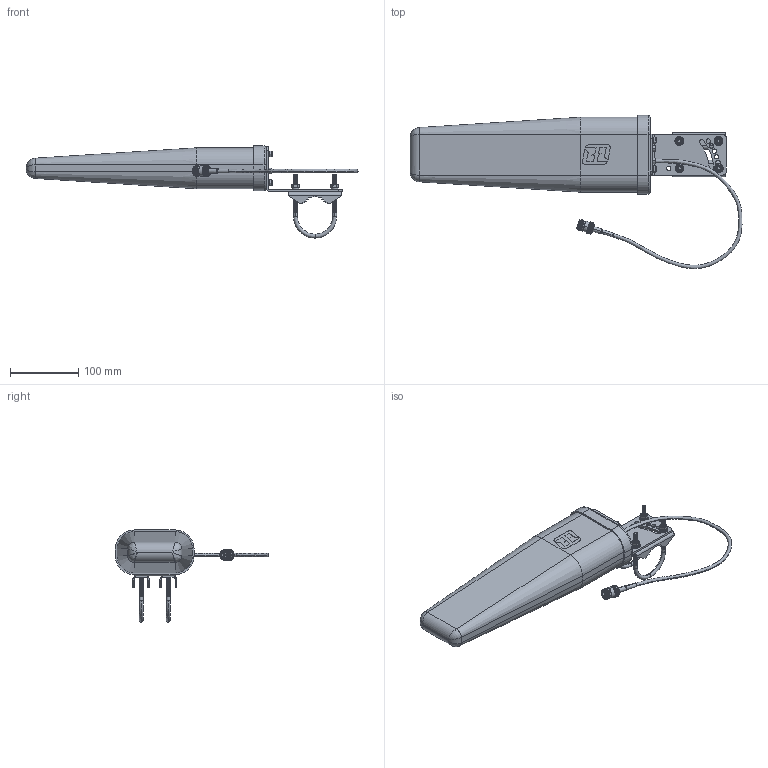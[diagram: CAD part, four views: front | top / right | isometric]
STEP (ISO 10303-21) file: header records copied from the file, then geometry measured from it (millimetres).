
FILE_DESCRIPTION (( 'STEP AP214' ), '1' );
FILE_NAME ('FM51YA1005_3D.step', '2022-12-30T21:41:15', ( '' ), ( '' ), 'SwSTEP 2.0', 'SolidWorks 2022', '' );
FILE_SCHEMA (( 'AUTOMOTIVE_DESIGN' ));
Length unit declared in the file: millimetre
Products named in the file (10): Copy of HG5817Y-XX-1_Ant HexBolt^FM51YA1005; Copy of HG5817Y-XX-1_Ant RadomeCap^FM51YA1005; Copy of HG5817Y-XX-1_Ant Radome^FM51YA1005; Copy of HG5817Y-XX-1_Ant FlatWasher^FM51YA1005; Copy of HG5817Y-XX-1_MountBracket^FM51YA1005; Copy of 195_12inch cable_WT^FM51YA1005; Copy of PE44789^FM51YA1005_Heat Shrink; FM51YA1005_3D; Copy of HG5817Y-XX-1_Ant LockWasher^FM51YA1005; Copy of HG5817Y-XX-1_Ubolt Bracket^FM51YA1005
Assembly tree (19 placements, depth 2):
  FM51YA1005_3D
    Copy of HG5817Y-XX-1_Ant Radome^FM51YA1005
    Copy of HG5817Y-XX-1_Ant RadomeCap^FM51YA1005
    Copy of HG5817Y-XX-1_MountBracket^FM51YA1005
    Copy of HG5817Y-XX-1_Ant FlatWasher^FM51YA1005  x4
    Copy of HG5817Y-XX-1_Ant LockWasher^FM51YA1005  x4
    Copy of HG5817Y-XX-1_Ant HexBolt^FM51YA1005  x4
    Copy of 195_12inch cable_WT^FM51YA1005
    Copy of HG5817Y-XX-1_Ubolt Bracket^FM51YA1005  x2
    Copy of PE44789^FM51YA1005_Heat Shrink
Bounding box: 487.51 x 225.16 x 135.2 mm (x, y, z)
Volume: 273088.8 mm3; surface area: 261286.7 mm2
Topology: 21 solids, 21 shells, 1860 faces, 4264 edges, 2471 vertices
Faces by surface type: cone 1047, plane 454, cylinder 278, bspline 55, torus 26
Entity records: 62873 total; most frequent: CARTESIAN_POINT 28057, DIRECTION 5500, ORIENTED_EDGE 5492, EDGE_CURVE 2746, AXIS2_PLACEMENT_3D 2077, VERTEX_POINT 1639, VECTOR 1346, LINE 1346
